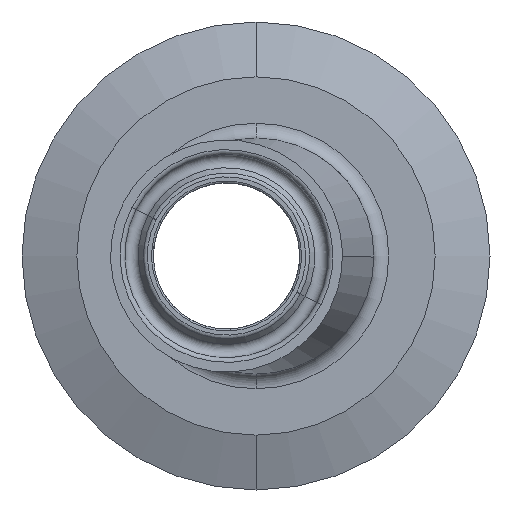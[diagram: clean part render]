
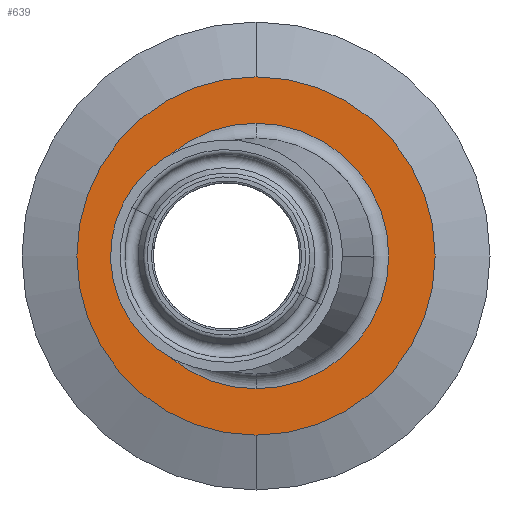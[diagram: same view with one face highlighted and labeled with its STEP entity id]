
A CAD part, front view. The second image highlights one B-rep face of the part: STEP entity #639.
In plain terms, the highlighted planar face has unit normal (0, -1, 0).
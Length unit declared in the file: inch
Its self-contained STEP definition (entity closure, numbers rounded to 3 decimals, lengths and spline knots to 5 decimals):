
#11 = DIRECTION ( 'NONE',  ( 0., 1., 0. ) ) ;
#105 = DIRECTION ( 'NONE',  ( 0., 1., 0. ) ) ;
#201 = CARTESIAN_POINT ( 'NONE',  ( 0., 0., 0.75956 ) ) ;
#241 = AXIS2_PLACEMENT_3D ( 'NONE', #878, #1741, #885 ) ;
#247 = PLANE ( 'NONE',  #914 ) ;
#284 = DIRECTION ( 'NONE',  ( 0., 0., 1. ) ) ;
#298 = VERTEX_POINT ( 'NONE', #436 ) ;
#380 = CIRCLE ( 'NONE', #507, 0.56299 ) ;
#383 = CARTESIAN_POINT ( 'NONE',  ( 0., 0., 0. ) ) ;
#416 = ORIENTED_EDGE ( 'NONE', *, *, #1361, .F. ) ;
#436 = CARTESIAN_POINT ( 'NONE',  ( 0., 0., -0.56299 ) ) ;
#439 = DIRECTION ( 'NONE',  ( 0., 0., 1. ) ) ;
#482 = CARTESIAN_POINT ( 'NONE',  ( 0., 0., 0. ) ) ;
#507 = AXIS2_PLACEMENT_3D ( 'NONE', #383, #907, #1587 ) ;
#517 = CARTESIAN_POINT ( 'NONE',  ( 0., 0., 0. ) ) ;
#639 = ADVANCED_FACE ( 'NONE', ( #1509, #1288 ), #247, .F. ) ;
#878 = CARTESIAN_POINT ( 'NONE',  ( 0., 0., 0. ) ) ;
#885 = DIRECTION ( 'NONE',  ( 0., 0., 1. ) ) ;
#895 = EDGE_LOOP ( 'NONE', ( #926, #416 ) ) ;
#907 = DIRECTION ( 'NONE',  ( 0., 1., 0. ) ) ;
#914 = AXIS2_PLACEMENT_3D ( 'NONE', #1109, #1624, #439 ) ;
#926 = ORIENTED_EDGE ( 'NONE', *, *, #2196, .F. ) ;
#1018 = AXIS2_PLACEMENT_3D ( 'NONE', #517, #11, #1566 ) ;
#1081 = CIRCLE ( 'NONE', #1322, 0.75956 ) ;
#1109 = CARTESIAN_POINT ( 'NONE',  ( 0.48228, 0., 0. ) ) ;
#1287 = EDGE_LOOP ( 'NONE', ( #2135, #1646 ) ) ;
#1288 = FACE_OUTER_BOUND ( 'NONE', #895, .T. ) ;
#1322 = AXIS2_PLACEMENT_3D ( 'NONE', #482, #105, #284 ) ;
#1361 = EDGE_CURVE ( 'NONE', #1601, #2025, #1784, .T. ) ;
#1367 = CARTESIAN_POINT ( 'NONE',  ( 0., 0., -0.75956 ) ) ;
#1509 = FACE_BOUND ( 'NONE', #1287, .T. ) ;
#1566 = DIRECTION ( 'NONE',  ( 0., 0., 1. ) ) ;
#1587 = DIRECTION ( 'NONE',  ( 0., 0., 1. ) ) ;
#1601 = VERTEX_POINT ( 'NONE', #1367 ) ;
#1620 = EDGE_CURVE ( 'NONE', #298, #1846, #1664, .T. ) ;
#1624 = DIRECTION ( 'NONE',  ( 0., 1., 0. ) ) ;
#1646 = ORIENTED_EDGE ( 'NONE', *, *, #1620, .T. ) ;
#1650 = EDGE_CURVE ( 'NONE', #1846, #298, #380, .T. ) ;
#1664 = CIRCLE ( 'NONE', #1018, 0.56299 ) ;
#1741 = DIRECTION ( 'NONE',  ( 0., 1., 0. ) ) ;
#1784 = CIRCLE ( 'NONE', #241, 0.75956 ) ;
#1846 = VERTEX_POINT ( 'NONE', #2048 ) ;
#2025 = VERTEX_POINT ( 'NONE', #201 ) ;
#2048 = CARTESIAN_POINT ( 'NONE',  ( 0., 0., 0.56299 ) ) ;
#2135 = ORIENTED_EDGE ( 'NONE', *, *, #1650, .T. ) ;
#2196 = EDGE_CURVE ( 'NONE', #2025, #1601, #1081, .T. ) ;
